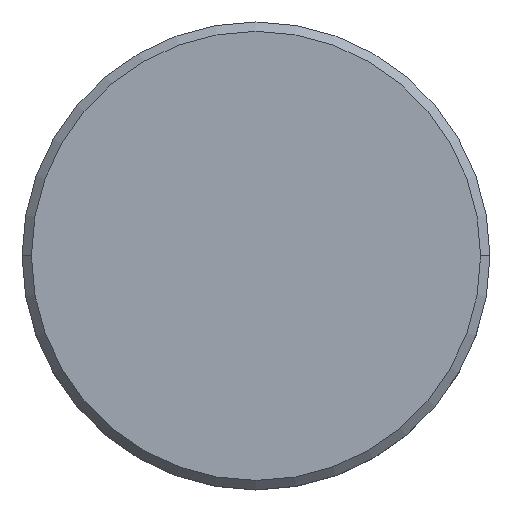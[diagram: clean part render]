
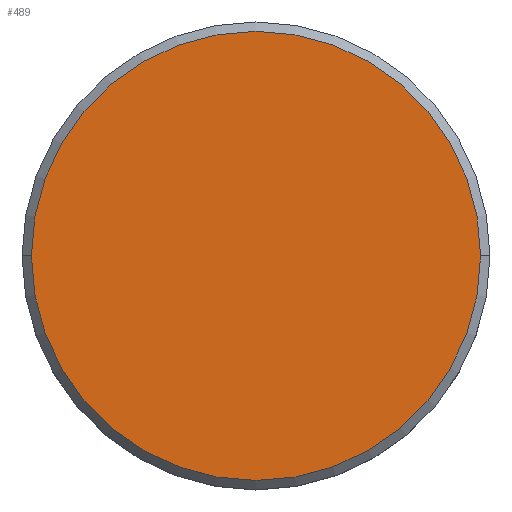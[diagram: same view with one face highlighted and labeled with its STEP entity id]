
A CAD part, top view. The second image highlights one B-rep face of the part: STEP entity #489.
In plain terms, the highlighted planar face has unit normal (0, 0, 1).
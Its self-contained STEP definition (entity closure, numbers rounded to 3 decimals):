
#67 = ORIENTED_EDGE ( 'NONE', *, *, #222, .T. ) ;
#96 = DIRECTION ( 'NONE',  ( 0., 0., 1. ) ) ;
#191 = VERTEX_POINT ( 'NONE', #428 ) ;
#213 = CIRCLE ( 'NONE', #323, 12. ) ;
#222 = EDGE_CURVE ( 'NONE', #523, #191, #1120, .T. ) ;
#241 = CARTESIAN_POINT ( 'NONE',  ( 0., 0., 0. ) ) ;
#304 = FACE_OUTER_BOUND ( 'NONE', #826, .T. ) ;
#308 = ORIENTED_EDGE ( 'NONE', *, *, #430, .T. ) ;
#323 = AXIS2_PLACEMENT_3D ( 'NONE', #435, #96, #711 ) ;
#331 = DIRECTION ( 'NONE',  ( 1., 0., 0. ) ) ;
#428 = CARTESIAN_POINT ( 'NONE',  ( -12., 0., 0. ) ) ;
#430 = EDGE_CURVE ( 'NONE', #191, #523, #213, .T. ) ;
#435 = CARTESIAN_POINT ( 'NONE',  ( 0., 0., 0. ) ) ;
#489 = ADVANCED_FACE ( 'NONE', ( #304 ), #850, .T. ) ;
#523 = VERTEX_POINT ( 'NONE', #563 ) ;
#563 = CARTESIAN_POINT ( 'NONE',  ( 12., 0., 0. ) ) ;
#579 = CARTESIAN_POINT ( 'NONE',  ( 0., 0., 0. ) ) ;
#649 = DIRECTION ( 'NONE',  ( 1., 0., 0. ) ) ;
#668 = AXIS2_PLACEMENT_3D ( 'NONE', #579, #926, #649 ) ;
#711 = DIRECTION ( 'NONE',  ( 1., 0., 0. ) ) ;
#826 = EDGE_LOOP ( 'NONE', ( #308, #67 ) ) ;
#850 = PLANE ( 'NONE',  #668 ) ;
#926 = DIRECTION ( 'NONE',  ( 0., 0., 1. ) ) ;
#1102 = AXIS2_PLACEMENT_3D ( 'NONE', #241, #1148, #331 ) ;
#1120 = CIRCLE ( 'NONE', #1102, 12. ) ;
#1148 = DIRECTION ( 'NONE',  ( 0., 0., 1. ) ) ;
